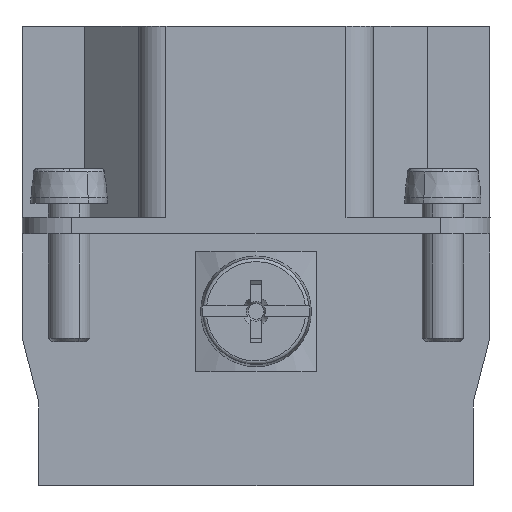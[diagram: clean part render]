
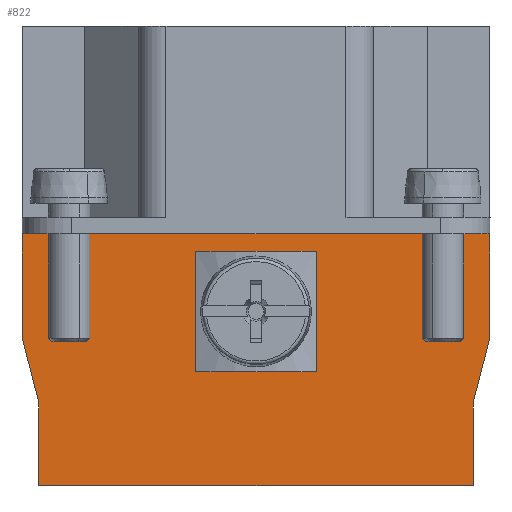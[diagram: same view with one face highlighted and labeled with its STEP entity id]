
A CAD part, left-side view. The second image highlights one B-rep face of the part: STEP entity #822.
In plain terms, the highlighted planar face has unit normal (-1, 0, 0).
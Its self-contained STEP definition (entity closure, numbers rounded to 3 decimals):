
#822=ADVANCED_FACE('',(#2476,#2477),#1228,.T.);
#1228=PLANE('',#7081);
#1454=LINE('',#9642,#1965);
#1455=LINE('',#9645,#1966);
#1456=LINE('',#9647,#1967);
#1457=LINE('',#9649,#1968);
#1458=LINE('',#9651,#1969);
#1459=LINE('',#9653,#1970);
#1460=LINE('',#9655,#1971);
#1461=LINE('',#9657,#1972);
#1965=VECTOR('',#7766,1.);
#1966=VECTOR('',#7767,1.);
#1967=VECTOR('',#7768,1.);
#1968=VECTOR('',#7769,1.);
#1969=VECTOR('',#7770,1.);
#1970=VECTOR('',#7771,1.);
#1971=VECTOR('',#7772,1.);
#1972=VECTOR('',#7773,1.);
#2476=FACE_BOUND('',#2633,.T.);
#2477=FACE_BOUND('',#2634,.T.);
#2633=EDGE_LOOP('',(#3128));
#2634=EDGE_LOOP('',(#3129,#3130,#3131,#3132,#3133,#3134,#3135,#3136));
#3128=ORIENTED_EDGE('',*,*,#5803,.F.);
#3129=ORIENTED_EDGE('',*,*,#5804,.F.);
#3130=ORIENTED_EDGE('',*,*,#5805,.F.);
#3131=ORIENTED_EDGE('',*,*,#5806,.F.);
#3132=ORIENTED_EDGE('',*,*,#5807,.T.);
#3133=ORIENTED_EDGE('',*,*,#5808,.T.);
#3134=ORIENTED_EDGE('',*,*,#5809,.F.);
#3135=ORIENTED_EDGE('',*,*,#5810,.F.);
#3136=ORIENTED_EDGE('',*,*,#5811,.T.);
#5124=VERTEX_POINT('',#9641);
#5125=VERTEX_POINT('',#9643);
#5126=VERTEX_POINT('',#9644);
#5127=VERTEX_POINT('',#9646);
#5128=VERTEX_POINT('',#9648);
#5129=VERTEX_POINT('',#9650);
#5130=VERTEX_POINT('',#9652);
#5131=VERTEX_POINT('',#9654);
#5132=VERTEX_POINT('',#9656);
#5803=EDGE_CURVE('',#5124,#5124,#6801,.T.);
#5804=EDGE_CURVE('',#5125,#5126,#1454,.T.);
#5805=EDGE_CURVE('',#5127,#5125,#1455,.T.);
#5806=EDGE_CURVE('',#5128,#5127,#1456,.T.);
#5807=EDGE_CURVE('',#5128,#5129,#1457,.T.);
#5808=EDGE_CURVE('',#5129,#5130,#1458,.T.);
#5809=EDGE_CURVE('',#5131,#5130,#1459,.T.);
#5810=EDGE_CURVE('',#5132,#5131,#1460,.T.);
#5811=EDGE_CURVE('',#5132,#5126,#1461,.T.);
#6801=CIRCLE('',#7080,2.);
#7080=AXIS2_PLACEMENT_3D('',#9640,#7764,#7765);
#7081=AXIS2_PLACEMENT_3D('',#9658,#7774,#7775);
#7764=DIRECTION('',(-1.,0.,0.));
#7765=DIRECTION('',(0.,0.,-1.));
#7766=DIRECTION('',(0.,0.,-1.));
#7767=DIRECTION('',(0.,-1.,0.));
#7768=DIRECTION('',(0.,0.,1.));
#7769=DIRECTION('',(0.,-0.25,-0.968));
#7770=DIRECTION('',(0.,0.,-1.));
#7771=DIRECTION('',(0.,1.,0.));
#7772=DIRECTION('',(0.,0.,-1.));
#7773=DIRECTION('',(0.,-0.25,0.968));
#7774=DIRECTION('',(-1.,0.,0.));
#7775=DIRECTION('',(0.,1.,0.));
#9640=CARTESIAN_POINT('',(-82.519,-44.676,-67.4));
#9641=CARTESIAN_POINT('',(-82.519,-44.676,-69.4));
#9642=CARTESIAN_POINT('',(-82.519,-61.576,-46.8));
#9643=CARTESIAN_POINT('',(-82.519,-61.576,-61.8));
#9644=CARTESIAN_POINT('',(-82.519,-61.576,-69.3));
#9645=CARTESIAN_POINT('',(-82.519,-27.746,-61.8));
#9646=CARTESIAN_POINT('',(-82.519,-27.776,-61.8));
#9647=CARTESIAN_POINT('',(-82.519,-27.776,-63.05));
#9648=CARTESIAN_POINT('',(-82.519,-27.776,-69.3));
#9649=CARTESIAN_POINT('',(-82.519,-28.268,-71.2));
#9650=CARTESIAN_POINT('',(-82.519,-28.976,-73.94));
#9651=CARTESIAN_POINT('',(-82.519,-28.976,-61.8));
#9652=CARTESIAN_POINT('',(-82.519,-28.976,-80.));
#9653=CARTESIAN_POINT('',(-82.519,-61.981,-80.));
#9654=CARTESIAN_POINT('',(-82.519,-60.376,-80.));
#9655=CARTESIAN_POINT('',(-82.519,-60.376,-61.8));
#9656=CARTESIAN_POINT('',(-82.519,-60.376,-73.94));
#9657=CARTESIAN_POINT('',(-82.519,-60.335,-74.1));
#9658=CARTESIAN_POINT('',(-82.519,-61.981,-46.6));
